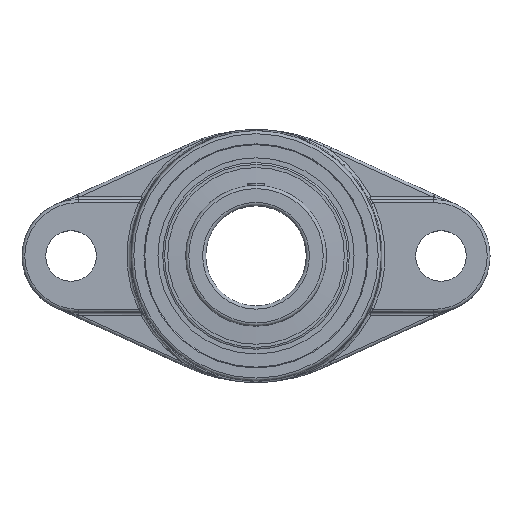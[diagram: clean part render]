
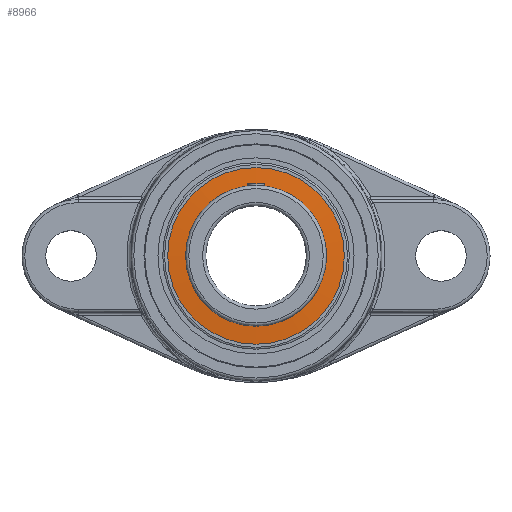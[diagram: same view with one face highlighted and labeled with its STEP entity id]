
A CAD part, top view. The second image highlights one B-rep face of the part: STEP entity #8966.
In plain terms, the highlighted conical face has half-angle 86.076 degrees and reference radius 24.305 mm.
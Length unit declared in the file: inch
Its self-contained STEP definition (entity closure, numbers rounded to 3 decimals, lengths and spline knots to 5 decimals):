
#8902=CARTESIAN_POINT('',(0.3345,-1.1,0.));
#8903=VERTEX_POINT('',#8902);
#8913=CARTESIAN_POINT('',(0.3345,1.1,0.));
#8914=VERTEX_POINT('',#8913);
#8915=CARTESIAN_POINT('',(0.3345,0.,0.));
#8916=DIRECTION('',(1.,0.,-0.));
#8917=DIRECTION('',(0.,1.,0.));
#8918=AXIS2_PLACEMENT_3D('',#8915,#8916,#8917);
#8919=CIRCLE('',#8918,1.1);
#8920=EDGE_CURVE('',#8914,#8903,#8919,.T.);
#8922=CARTESIAN_POINT('',(0.3345,0.,0.));
#8923=DIRECTION('',(1.,0.,-0.));
#8924=DIRECTION('',(0.,1.,0.));
#8925=AXIS2_PLACEMENT_3D('',#8922,#8923,#8924);
#8926=CIRCLE('',#8925,1.1);
#8927=EDGE_CURVE('',#8903,#8914,#8926,.T.);
#8932=CARTESIAN_POINT('',(0.34432,0.,0.));
#8933=DIRECTION('',(-1.,0.,0.));
#8934=DIRECTION('',(0.,1.,0.));
#8935=AXIS2_PLACEMENT_3D('',#8932,#8933,#8934);
#8936=CONICAL_SURFACE('',#8935,0.95688,86.076);
#8937=CARTESIAN_POINT('',(0.35413,-0.81375,-0.));
#8938=VERTEX_POINT('',#8937);
#8939=CARTESIAN_POINT('',(0.35413,-0.81375,-0.));
#8940=DIRECTION('',(-0.068,-0.998,-0.));
#8941=VECTOR('',#8940,0.28692);
#8942=LINE('',#8939,#8941);
#8943=EDGE_CURVE('',#8938,#8903,#8942,.T.);
#8944=ORIENTED_EDGE('',*,*,#8943,.T.);
#8945=ORIENTED_EDGE('',*,*,#8927,.T.);
#8946=ORIENTED_EDGE('',*,*,#8920,.T.);
#8947=ORIENTED_EDGE('',*,*,#8943,.F.);
#8948=CARTESIAN_POINT('',(0.35413,0.81375,0.));
#8949=VERTEX_POINT('',#8948);
#8950=CARTESIAN_POINT('',(0.35413,0.,0.));
#8951=DIRECTION('',(1.,0.,-0.));
#8952=DIRECTION('',(0.,1.,0.));
#8953=AXIS2_PLACEMENT_3D('',#8950,#8951,#8952);
#8954=CIRCLE('',#8953,0.81375);
#8955=EDGE_CURVE('',#8949,#8938,#8954,.T.);
#8956=ORIENTED_EDGE('',*,*,#8955,.F.);
#8957=CARTESIAN_POINT('',(0.35413,0.,0.));
#8958=DIRECTION('',(1.,0.,-0.));
#8959=DIRECTION('',(0.,1.,0.));
#8960=AXIS2_PLACEMENT_3D('',#8957,#8958,#8959);
#8961=CIRCLE('',#8960,0.81375);
#8962=EDGE_CURVE('',#8938,#8949,#8961,.T.);
#8963=ORIENTED_EDGE('',*,*,#8962,.F.);
#8964=EDGE_LOOP('',(#8944,#8945,#8946,#8947,#8956,#8963));
#8965=FACE_BOUND('',#8964,.T.);
#8966=ADVANCED_FACE('',(#8965),#8936,.T.);
